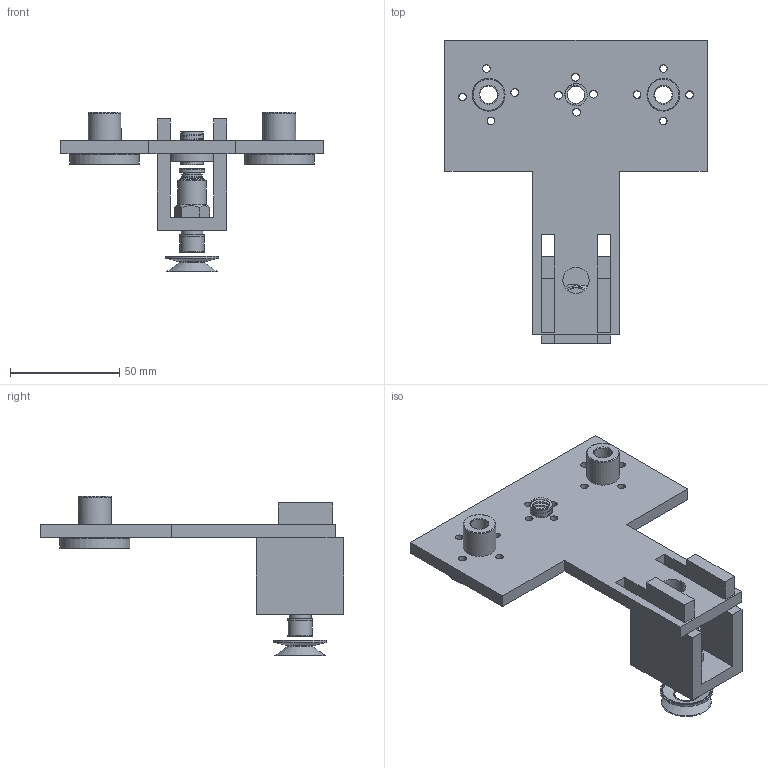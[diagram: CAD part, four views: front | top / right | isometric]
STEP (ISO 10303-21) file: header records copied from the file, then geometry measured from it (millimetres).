
FILE_DESCRIPTION(/* description */ (''),/* implementation_level */ '2;1');
FILE_NAME(/* name */ 'Fall ''Assembly moving parts_ipt_4e2c9623.STEP',/* time_stamp */ '2021-01-28T18:23:25+02:00',/* author */ ('Lenovo'),/* organization */ (''),/* preprocessor_version */ 'ST-DEVELOPER v17',/* originating_system */ 'Autodesk Inventor 2019',/* authorisation */ '');
FILE_SCHEMA (('AUTOMOTIVE_DESIGN { 1 0 10303 214 3 1 1 }'));
Length unit declared in the file: inch
Products named in the file (1): Assembly moving parts
Bounding box: 120 x 139 x 73 mm (x, y, z)
Volume: 96031.6 mm3; surface area: 43121.3 mm2
Topology: 2 solids, 3 shells, 204 faces, 565 edges, 387 vertices
Faces by surface type: plane 92, cylinder 76, torus 21, cone 13, bspline 2
Full cylindrical faces by diameter (mm): 3.5 x24, 4 x1, 5 x1, 6 x9, 8 x9, 8.1 x1, 9 x1, 9.4 x1, 9.5 x2, 10 x9, 10.2 x2, 11 x1, 11.4 x1, 11.8 x1, 12 x1, 13 x1, 15 x2, 22 x2, 24 x1, 32 x2
Entity records: 8308 total; most frequent: CARTESIAN_POINT 2543, DIRECTION 1241, ORIENTED_EDGE 1130, EDGE_CURVE 565, AXIS2_PLACEMENT_3D 517, VERTEX_POINT 387, CIRCLE 314, EDGE_LOOP 270
